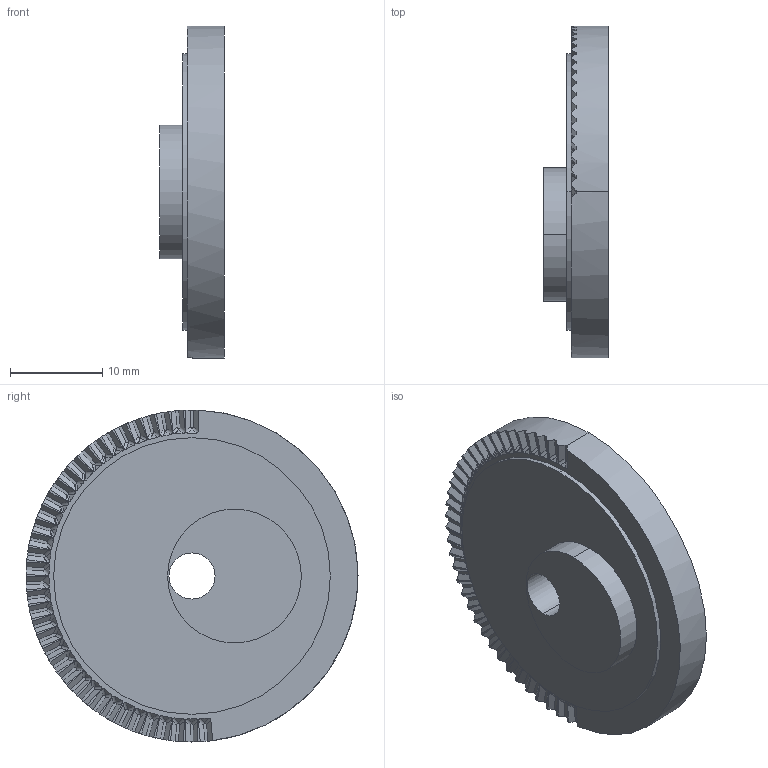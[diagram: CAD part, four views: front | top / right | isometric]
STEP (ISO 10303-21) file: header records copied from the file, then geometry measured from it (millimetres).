
FILE_DESCRIPTION (( 'STEP AP214' ), '1' );
FILE_NAME ('Cam 6.STEP', '2023-08-18T03:06:50', ( '' ), ( '' ), 'SwSTEP 2.0', 'SolidWorks 2019', '' );
FILE_SCHEMA (( 'AUTOMOTIVE_DESIGN' ));
Length unit declared in the file: millimetre
Products named in the file (1): Cam 6
Bounding box: 7 x 36 x 36 mm (x, y, z)
Volume: 4603.4 mm3; surface area: 2761.5 mm2
Topology: 1 solids, 1 shells, 255 faces, 750 edges, 500 vertices
Faces by surface type: plane 153, cylinder 102
Entity records: 8436 total; most frequent: CARTESIAN_POINT 2391, ORIENTED_EDGE 1500, DIRECTION 1061, EDGE_CURVE 750, VERTEX_POINT 500, LINE 361, VECTOR 361, AXIS2_PLACEMENT_3D 350
